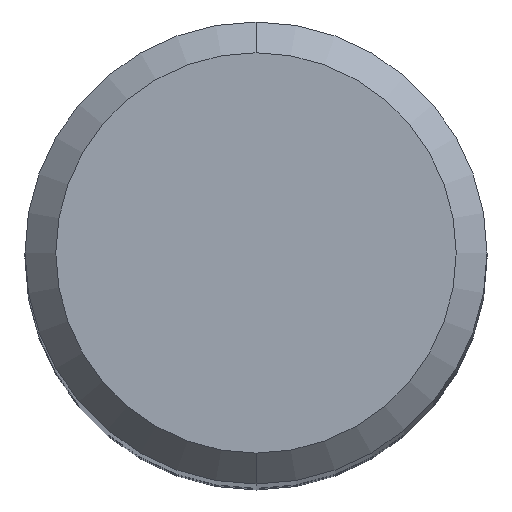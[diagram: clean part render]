
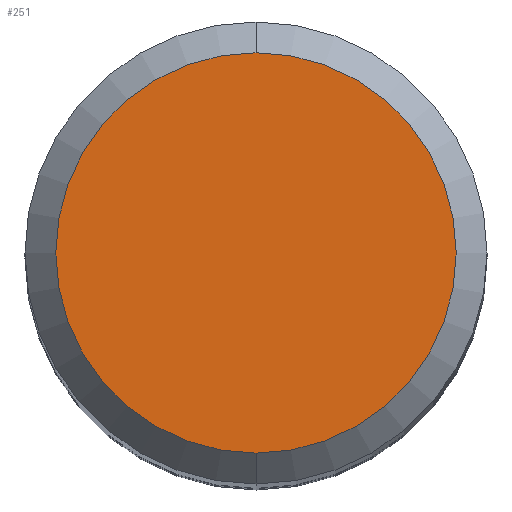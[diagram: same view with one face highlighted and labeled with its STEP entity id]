
A CAD part, top view. The second image highlights one B-rep face of the part: STEP entity #251.
In plain terms, the highlighted planar face has unit normal (0, 0, 1).
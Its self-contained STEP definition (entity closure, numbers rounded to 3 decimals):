
#193=EDGE_CURVE('',#447,#329,#496,.T.);
#251=ADVANCED_FACE('',(#559),#560,.T.);
#285=EDGE_CURVE('',#329,#447,#601,.T.);
#329=VERTEX_POINT('',#647);
#447=VERTEX_POINT('',#777);
#496=CIRCLE('',#831,2.6);
#559=FACE_OUTER_BOUND('',#996,.T.);
#560=PLANE('',#997);
#601=CIRCLE('',#1097,2.6);
#647=CARTESIAN_POINT('',(0.,-2.6,0.0));
#777=CARTESIAN_POINT('',(0.0,2.6,0.0));
#831=AXIS2_PLACEMENT_3D('',#1454,#1455,#1456);
#996=EDGE_LOOP('',(#1514,#1515));
#997=AXIS2_PLACEMENT_3D('',#1516,#1517,#1518);
#1097=AXIS2_PLACEMENT_3D('',#1571,#1572,#1573);
#1454=CARTESIAN_POINT('',(0.0,0.0,0.0));
#1455=DIRECTION('',(0.0,0.0,-1.0));
#1456=DIRECTION('',(0.0,1.0,0.0));
#1514=ORIENTED_EDGE('',*,*,#193,.F.);
#1515=ORIENTED_EDGE('',*,*,#285,.F.);
#1516=CARTESIAN_POINT('',(0.0,1.3,0.0));
#1517=DIRECTION('',(-0.0,0.0,1.0));
#1518=DIRECTION('',(0.0,-1.0,0.0));
#1571=CARTESIAN_POINT('',(0.0,0.0,0.0));
#1572=DIRECTION('',(0.0,0.0,-1.0));
#1573=DIRECTION('',(0.0,1.0,0.0));
